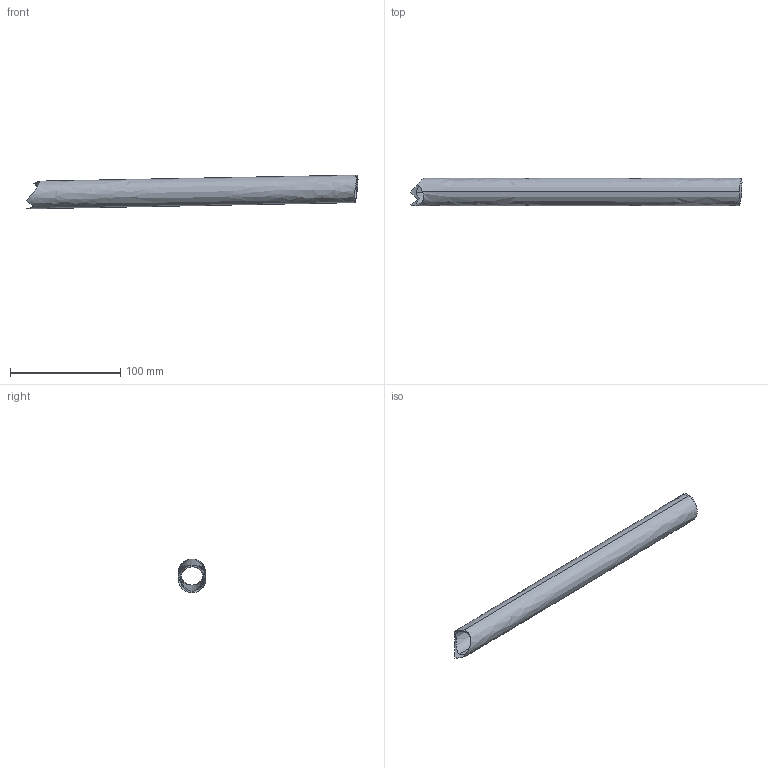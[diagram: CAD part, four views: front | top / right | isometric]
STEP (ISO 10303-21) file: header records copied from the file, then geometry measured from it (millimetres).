
FILE_DESCRIPTION(('CATIA V5 STEP Exchange'),'2;1');
FILE_NAME('46.stp','2017-12-23T19:11:04+00:00',('none'),('none'),'CATIA Version 5 Release 19 SP 2 (IN-10)','CATIA V5 STEP AP203','none');
FILE_SCHEMA(('CONFIG_CONTROL_DESIGN'));
Length unit declared in the file: millimetre
Products named in the file (1): Shape_956
Bounding box: 301.53 x 25 x 30.72 mm (x, y, z)
Volume: 32242.9 mm3; surface area: 43313.9 mm2
Topology: 1 solids, 1 shells, 13 faces, 35 edges, 23 vertices
Faces by surface type: cylinder 8, bspline 4, plane 1
Entity records: 729 total; most frequent: CARTESIAN_POINT 436, ORIENTED_EDGE 70, EDGE_CURVE 35, B_SPLINE_CURVE_WITH_KNOTS 23, VERTEX_POINT 23, DIRECTION 22, EDGE_LOOP 14, ADVANCED_FACE 13
